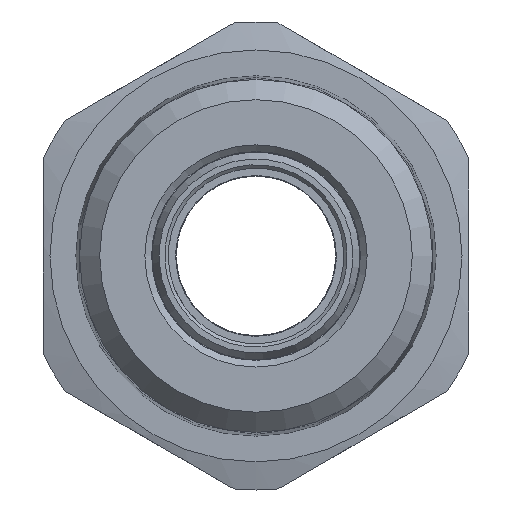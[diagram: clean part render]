
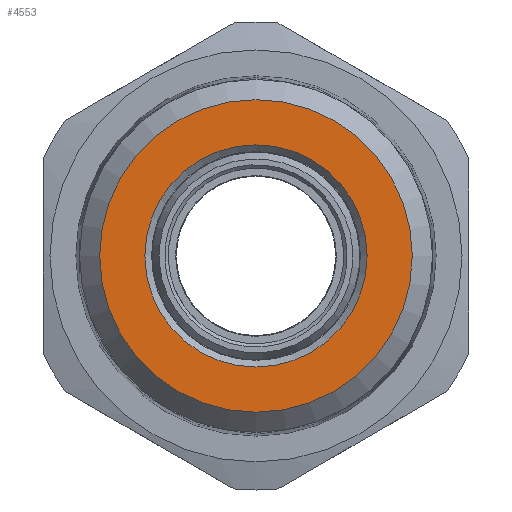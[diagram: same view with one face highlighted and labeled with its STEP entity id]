
A CAD part, left-side view. The second image highlights one B-rep face of the part: STEP entity #4553.
In plain terms, the highlighted planar face has unit normal (-1, 0, 0).
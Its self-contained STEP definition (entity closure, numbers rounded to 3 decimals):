
#60 = EDGE_CURVE ( 'NONE', #4025, #4025, #5079, .T. ) ;
#213 = EDGE_LOOP ( 'NONE', ( #4707 ) ) ;
#848 = ORIENTED_EDGE ( 'NONE', *, *, #3489, .T. ) ;
#1148 = CARTESIAN_POINT ( 'NONE',  ( 0., 0., -11.567 ) ) ;
#1623 = FACE_OUTER_BOUND ( 'NONE', #213, .T. ) ;
#1903 = EDGE_LOOP ( 'NONE', ( #848 ) ) ;
#2072 = VERTEX_POINT ( 'NONE', #3283 ) ;
#2148 = AXIS2_PLACEMENT_3D ( 'NONE', #5144, #4677, #2175 ) ;
#2175 = DIRECTION ( 'NONE',  ( 0., 0., -1. ) ) ;
#2541 = DIRECTION ( 'NONE',  ( 0., 0., -1. ) ) ;
#3283 = CARTESIAN_POINT ( 'NONE',  ( 0., 0., -8.225 ) ) ;
#3409 = AXIS2_PLACEMENT_3D ( 'NONE', #5519, #3534, #2541 ) ;
#3489 = EDGE_CURVE ( 'NONE', #2072, #2072, #3784, .T. ) ;
#3534 = DIRECTION ( 'NONE',  ( -1., 0., 0. ) ) ;
#3784 = CIRCLE ( 'NONE', #2148, 8.225 ) ;
#4025 = VERTEX_POINT ( 'NONE', #1148 ) ;
#4160 = CARTESIAN_POINT ( 'NONE',  ( 0., 0., 0. ) ) ;
#4180 = PLANE ( 'NONE',  #5138 ) ;
#4553 = ADVANCED_FACE ( 'NONE', ( #1623, #5883 ), #4180, .F. ) ;
#4595 = DIRECTION ( 'NONE',  ( 1., 0., 0. ) ) ;
#4677 = DIRECTION ( 'NONE',  ( 1., 0., 0. ) ) ;
#4707 = ORIENTED_EDGE ( 'NONE', *, *, #60, .T. ) ;
#5079 = CIRCLE ( 'NONE', #3409, 11.567 ) ;
#5127 = DIRECTION ( 'NONE',  ( 0., 0., -1. ) ) ;
#5138 = AXIS2_PLACEMENT_3D ( 'NONE', #4160, #4595, #5127 ) ;
#5144 = CARTESIAN_POINT ( 'NONE',  ( 0., 0., 0. ) ) ;
#5519 = CARTESIAN_POINT ( 'NONE',  ( 0., 0., 0. ) ) ;
#5883 = FACE_BOUND ( 'NONE', #1903, .T. ) ;
